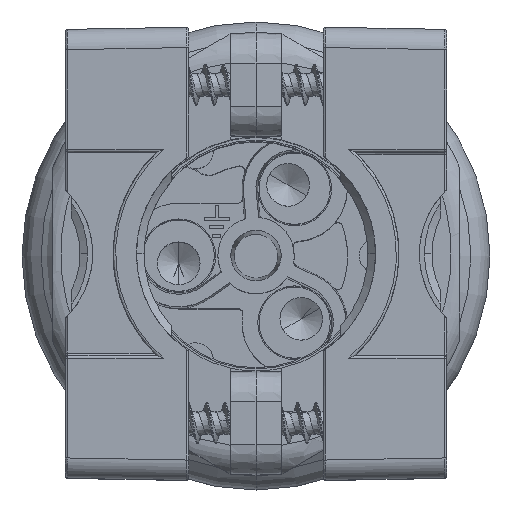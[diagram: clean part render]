
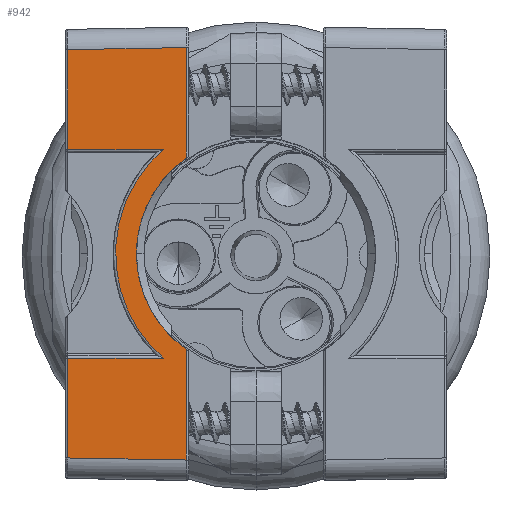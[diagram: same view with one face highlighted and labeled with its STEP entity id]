
A CAD part, top view. The second image highlights one B-rep face of the part: STEP entity #942.
In plain terms, the highlighted planar face has unit normal (-0.018, 0, 1).
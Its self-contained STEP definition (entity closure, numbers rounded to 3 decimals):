
#942=ADVANCED_FACE('',(#3199),#3200,.T.);
#3199=FACE_OUTER_BOUND('',#14356,.T.);
#3200=PLANE('',#14357);
#14356=EDGE_LOOP('',(#35014,#35015,#35016,#35017,#35018,#35019,#35020,#35021,#35022,#35023));
#14357=AXIS2_PLACEMENT_3D('',#35024,#35025,#35026);
#35014=ORIENTED_EDGE('',*,*,#40408,.T.);
#35015=ORIENTED_EDGE('',*,*,#40451,.F.);
#35016=ORIENTED_EDGE('',*,*,#40452,.F.);
#35017=ORIENTED_EDGE('',*,*,#40453,.F.);
#35018=ORIENTED_EDGE('',*,*,#40454,.T.);
#35019=ORIENTED_EDGE('',*,*,#40455,.T.);
#35020=ORIENTED_EDGE('',*,*,#40456,.T.);
#35021=ORIENTED_EDGE('',*,*,#40457,.F.);
#35022=ORIENTED_EDGE('',*,*,#40458,.T.);
#35023=ORIENTED_EDGE('',*,*,#40422,.F.);
#35024=CARTESIAN_POINT('',(-6.6,-23.882,36.65));
#35025=DIRECTION('',(-0.017,0.0,1.));
#35026=DIRECTION('',(0.0,1.0,0.0));
#40408=EDGE_CURVE('',#45360,#45358,#45361,.T.);
#40422=EDGE_CURVE('',#45360,#45381,#45382,.T.);
#40451=EDGE_CURVE('',#45428,#45358,#45430,.T.);
#40452=EDGE_CURVE('',#45431,#45428,#45432,.T.);
#40453=EDGE_CURVE('',#45433,#45431,#45434,.T.);
#40454=EDGE_CURVE('',#45433,#45435,#45436,.T.);
#40455=EDGE_CURVE('',#45435,#45437,#45438,.T.);
#40456=EDGE_CURVE('',#45437,#45439,#45440,.T.);
#40457=EDGE_CURVE('',#45441,#45439,#45442,.T.);
#40458=EDGE_CURVE('',#45441,#45381,#45443,.T.);
#45358=VERTEX_POINT('',#59565);
#45360=VERTEX_POINT('',#59576);
#45361=B_SPLINE_CURVE_WITH_KNOTS('',3,(#59577,#59578,#59579,#59580,#59581,#59582,#59583,#59584,#59585,#59586,#59587,#59588,#59589,#59590,#59591,#59592,#59593,#59594,#59595,#59596,#59597,#59598,#59599,#59600,#59601,#59602,#59603),.UNSPECIFIED.,.F.,.F.,(4,1,1,1,1,1,1,1,1,1,1,1,1,1,1,1,1,1,1,1,1,1,1,1,4),(0.0,0.016,0.031,0.063,0.094,0.125,0.156,0.188,0.25,0.313,0.375,0.438,0.5,0.563,0.625,0.688,0.75,0.813,0.844,0.875,0.906,0.938,0.969,0.984,1.0),.UNSPECIFIED.);
#45381=VERTEX_POINT('',#59638);
#45382=LINE('',#59639,#59640);
#45428=VERTEX_POINT('',#59801);
#45430=LINE('',#59803,#59804);
#45431=VERTEX_POINT('',#59805);
#45432=LINE('',#59806,#59807);
#45433=VERTEX_POINT('',#59808);
#45434=LINE('',#59809,#59810);
#45435=VERTEX_POINT('',#59811);
#45436=LINE('',#59812,#59813);
#45437=VERTEX_POINT('',#59814);
#45438=B_SPLINE_CURVE_WITH_KNOTS('',3,(#59815,#59816,#59817,#59818,#59819,#59820,#59821,#59822,#59823,#59824,#59825,#59826,#59827,#59828,#59829,#59830,#59831,#59832,#59833,#59834,#59835,#59836),.UNSPECIFIED.,.F.,.F.,(4,1,1,1,1,1,1,1,1,1,1,1,1,1,1,1,1,1,1,4),(0.0,0.053,0.105,0.158,0.211,0.263,0.316,0.368,0.421,0.474,0.526,0.579,0.632,0.684,0.737,0.789,0.842,0.895,0.947,1.0),.UNSPECIFIED.);
#45439=VERTEX_POINT('',#59837);
#45440=LINE('',#59838,#59839);
#45441=VERTEX_POINT('',#59840);
#45442=LINE('',#59841,#59842);
#45443=LINE('',#59843,#59844);
#59565=CARTESIAN_POINT('',(-6.854,9.414,36.646));
#59576=CARTESIAN_POINT('',(-6.854,-9.414,36.646));
#59577=CARTESIAN_POINT('',(-6.854,-9.414,36.646));
#59578=CARTESIAN_POINT('',(-6.994,-9.316,36.643));
#59579=CARTESIAN_POINT('',(-7.261,-9.12,36.638));
#59580=CARTESIAN_POINT('',(-7.749,-8.728,36.63));
#59581=CARTESIAN_POINT('',(-8.289,-8.238,36.621));
#59582=CARTESIAN_POINT('',(-8.849,-7.649,36.611));
#59583=CARTESIAN_POINT('',(-9.337,-7.061,36.602));
#59584=CARTESIAN_POINT('',(-9.765,-6.472,36.595));
#59585=CARTESIAN_POINT('',(-10.263,-5.688,36.586));
#59586=CARTESIAN_POINT('',(-10.769,-4.707,36.577));
#59587=CARTESIAN_POINT('',(-11.218,-3.53,36.569));
#59588=CARTESIAN_POINT('',(-11.528,-2.354,36.564));
#59589=CARTESIAN_POINT('',(-11.71,-1.177,36.561));
#59590=CARTESIAN_POINT('',(-11.77,0.0,36.56));
#59591=CARTESIAN_POINT('',(-11.71,1.177,36.561));
#59592=CARTESIAN_POINT('',(-11.528,2.354,36.564));
#59593=CARTESIAN_POINT('',(-11.218,3.53,36.569));
#59594=CARTESIAN_POINT('',(-10.769,4.707,36.577));
#59595=CARTESIAN_POINT('',(-10.263,5.688,36.586));
#59596=CARTESIAN_POINT('',(-9.765,6.472,36.595));
#59597=CARTESIAN_POINT('',(-9.337,7.061,36.602));
#59598=CARTESIAN_POINT('',(-8.849,7.649,36.611));
#59599=CARTESIAN_POINT('',(-8.289,8.238,36.621));
#59600=CARTESIAN_POINT('',(-7.749,8.728,36.63));
#59601=CARTESIAN_POINT('',(-7.261,9.12,36.638));
#59602=CARTESIAN_POINT('',(-6.994,9.316,36.643));
#59603=CARTESIAN_POINT('',(-6.854,9.414,36.646));
#59638=CARTESIAN_POINT('',(-6.854,-20.271,36.646));
#59639=CARTESIAN_POINT('',(-6.854,-9.414,36.646));
#59640=VECTOR('',#73313,10.856);
#59801=CARTESIAN_POINT('',(-6.854,20.271,36.646));
#59803=CARTESIAN_POINT('',(-6.854,20.271,36.646));
#59804=VECTOR('',#73347,10.856);
#59805=CARTESIAN_POINT('',(-18.504,20.068,36.442));
#59806=CARTESIAN_POINT('',(-18.504,20.068,36.442));
#59807=VECTOR('',#73348,11.654);
#59808=CARTESIAN_POINT('',(-18.504,10.25,36.442));
#59809=CARTESIAN_POINT('',(-18.504,10.25,36.442));
#59810=VECTOR('',#73349,9.818);
#59811=CARTESIAN_POINT('',(-9.117,10.25,36.606));
#59812=CARTESIAN_POINT('',(-18.504,10.25,36.442));
#59813=VECTOR('',#73350,9.389);
#59814=CARTESIAN_POINT('',(-9.117,-10.25,36.606));
#59815=CARTESIAN_POINT('',(-9.117,10.25,36.606));
#59816=CARTESIAN_POINT('',(-9.426,9.983,36.601));
#59817=CARTESIAN_POINT('',(-10.018,9.422,36.59));
#59818=CARTESIAN_POINT('',(-10.829,8.502,36.576));
#59819=CARTESIAN_POINT('',(-11.552,7.514,36.564));
#59820=CARTESIAN_POINT('',(-12.184,6.464,36.553));
#59821=CARTESIAN_POINT('',(-12.718,5.362,36.543));
#59822=CARTESIAN_POINT('',(-13.151,4.216,36.536));
#59823=CARTESIAN_POINT('',(-13.479,3.036,36.53));
#59824=CARTESIAN_POINT('',(-13.699,1.831,36.526));
#59825=CARTESIAN_POINT('',(-13.809,0.612,36.524));
#59826=CARTESIAN_POINT('',(-13.809,-0.612,36.524));
#59827=CARTESIAN_POINT('',(-13.699,-1.831,36.526));
#59828=CARTESIAN_POINT('',(-13.479,-3.036,36.53));
#59829=CARTESIAN_POINT('',(-13.151,-4.216,36.536));
#59830=CARTESIAN_POINT('',(-12.718,-5.362,36.543));
#59831=CARTESIAN_POINT('',(-12.184,-6.464,36.553));
#59832=CARTESIAN_POINT('',(-11.552,-7.514,36.564));
#59833=CARTESIAN_POINT('',(-10.829,-8.502,36.576));
#59834=CARTESIAN_POINT('',(-10.018,-9.422,36.59));
#59835=CARTESIAN_POINT('',(-9.426,-9.983,36.601));
#59836=CARTESIAN_POINT('',(-9.117,-10.25,36.606));
#59837=CARTESIAN_POINT('',(-18.504,-10.25,36.442));
#59838=CARTESIAN_POINT('',(-9.117,-10.25,36.606));
#59839=VECTOR('',#73351,9.389);
#59840=CARTESIAN_POINT('',(-18.504,-20.068,36.442));
#59841=CARTESIAN_POINT('',(-18.504,-20.068,36.442));
#59842=VECTOR('',#73352,9.818);
#59843=CARTESIAN_POINT('',(-18.504,-20.068,36.442));
#59844=VECTOR('',#73353,11.654);
#73313=DIRECTION('',(0.,-1.0,0.));
#73347=DIRECTION('',(0.,-1.0,0.));
#73348=DIRECTION('',(1.,0.017,0.017));
#73349=DIRECTION('',(0.,1.0,0.));
#73350=DIRECTION('',(1.,0.,0.017));
#73351=DIRECTION('',(-1.,0.,-0.017));
#73352=DIRECTION('',(0.,1.0,0.));
#73353=DIRECTION('',(1.,-0.017,0.017));
